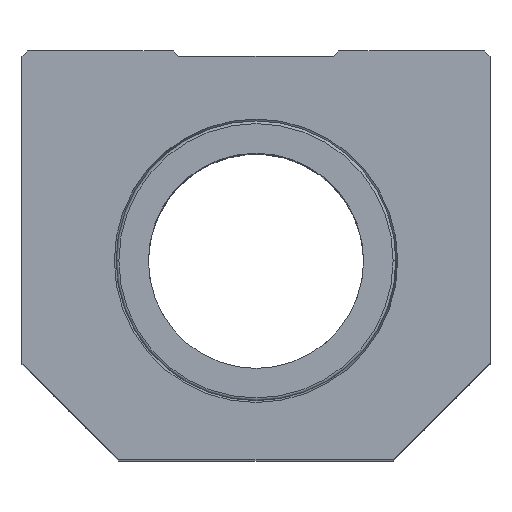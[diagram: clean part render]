
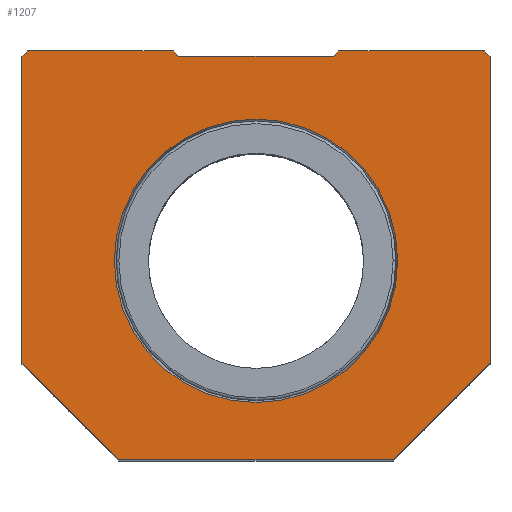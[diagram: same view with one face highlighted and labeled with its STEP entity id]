
A CAD part, top view. The second image highlights one B-rep face of the part: STEP entity #1207.
In plain terms, the highlighted planar face has unit normal (0, 0, 1).
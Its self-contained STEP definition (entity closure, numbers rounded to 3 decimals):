
#3 = CARTESIAN_POINT ( 'NONE',  ( -43.5, -19., 62.5 ) ) ;
#5 = DIRECTION ( 'NONE',  ( -1., 0., 0. ) ) ;
#13 = FACE_OUTER_BOUND ( 'NONE', #2118, .T. ) ;
#22 = CARTESIAN_POINT ( 'NONE',  ( -43.5, -19., 62.5 ) ) ;
#26 = ORIENTED_EDGE ( 'NONE', *, *, #810, .T. ) ;
#29 = DIRECTION ( 'NONE',  ( -1., 0., 0. ) ) ;
#34 = CARTESIAN_POINT ( 'NONE',  ( -14.4, 38., 62.5 ) ) ;
#35 = EDGE_CURVE ( 'NONE', #99, #1065, #122, .T. ) ;
#40 = ORIENTED_EDGE ( 'NONE', *, *, #311, .T. ) ;
#41 = DIRECTION ( 'NONE',  ( 0.707, -0.707, 0. ) ) ;
#70 = CIRCLE ( 'NONE', #396, 26.344 ) ;
#73 = CARTESIAN_POINT ( 'NONE',  ( 42.5, 39., 62.5 ) ) ;
#76 = ORIENTED_EDGE ( 'NONE', *, *, #991, .T. ) ;
#79 = DIRECTION ( 'NONE',  ( 0., -1., 0. ) ) ;
#87 = DIRECTION ( 'NONE',  ( -0.707, 0.707, 0. ) ) ;
#96 = CIRCLE ( 'NONE', #2048, 26.344 ) ;
#99 = VERTEX_POINT ( 'NONE', #947 ) ;
#107 = ORIENTED_EDGE ( 'NONE', *, *, #533, .T. ) ;
#109 = DIRECTION ( 'NONE',  ( -0.707, -0.707, 0. ) ) ;
#117 = CARTESIAN_POINT ( 'NONE',  ( -14.4, 38., 62.5 ) ) ;
#122 = LINE ( 'NONE', #931, #1856 ) ;
#149 = VERTEX_POINT ( 'NONE', #753 ) ;
#185 = LINE ( 'NONE', #701, #575 ) ;
#212 = VECTOR ( 'NONE', #41, 1000. ) ;
#216 = DIRECTION ( 'NONE',  ( -1., 0., 0. ) ) ;
#231 = LINE ( 'NONE', #1945, #279 ) ;
#237 = VERTEX_POINT ( 'NONE', #269 ) ;
#250 = LINE ( 'NONE', #441, #1150 ) ;
#265 = LINE ( 'NONE', #551, #212 ) ;
#269 = CARTESIAN_POINT ( 'NONE',  ( 43.5, 38., 62.5 ) ) ;
#278 = DIRECTION ( 'NONE',  ( -0.707, 0.707, 0. ) ) ;
#279 = VECTOR ( 'NONE', #953, 1000. ) ;
#295 = VERTEX_POINT ( 'NONE', #574 ) ;
#300 = EDGE_CURVE ( 'NONE', #364, #631, #1256, .T. ) ;
#311 = EDGE_CURVE ( 'NONE', #237, #1517, #2141, .T. ) ;
#320 = CARTESIAN_POINT ( 'NONE',  ( -26.344, 0., 62.5 ) ) ;
#321 = ORIENTED_EDGE ( 'NONE', *, *, #737, .T. ) ;
#337 = LINE ( 'NONE', #932, #2074 ) ;
#340 = VERTEX_POINT ( 'NONE', #2007 ) ;
#364 = VERTEX_POINT ( 'NONE', #2025 ) ;
#396 = AXIS2_PLACEMENT_3D ( 'NONE', #1017, #2179, #1190 ) ;
#436 = CARTESIAN_POINT ( 'NONE',  ( -15.4, 39., 62.5 ) ) ;
#441 = CARTESIAN_POINT ( 'NONE',  ( 43.5, 38., 62.5 ) ) ;
#460 = FACE_BOUND ( 'NONE', #2071, .T. ) ;
#491 = ORIENTED_EDGE ( 'NONE', *, *, #35, .T. ) ;
#495 = ORIENTED_EDGE ( 'NONE', *, *, #1370, .T. ) ;
#525 = DIRECTION ( 'NONE',  ( -0.707, -0.707, 0. ) ) ;
#533 = EDGE_CURVE ( 'NONE', #2150, #340, #185, .T. ) ;
#551 = CARTESIAN_POINT ( 'NONE',  ( -25.5, -37., 62.5 ) ) ;
#574 = CARTESIAN_POINT ( 'NONE',  ( -42.5, 39., 62.5 ) ) ;
#575 = VECTOR ( 'NONE', #525, 1000. ) ;
#580 = VERTEX_POINT ( 'NONE', #320 ) ;
#611 = CARTESIAN_POINT ( 'NONE',  ( 15.4, 39., 62.5 ) ) ;
#618 = VECTOR ( 'NONE', #109, 1000. ) ;
#631 = VERTEX_POINT ( 'NONE', #3 ) ;
#682 = CARTESIAN_POINT ( 'NONE',  ( 0., -62.5, 62.5 ) ) ;
#701 = CARTESIAN_POINT ( 'NONE',  ( 14.4, 38., 62.5 ) ) ;
#711 = VECTOR ( 'NONE', #29, 1000. ) ;
#737 = EDGE_CURVE ( 'NONE', #1926, #295, #1606, .T. ) ;
#745 = DIRECTION ( 'NONE',  ( 0., 0., -1. ) ) ;
#753 = CARTESIAN_POINT ( 'NONE',  ( 43.5, -19., 62.5 ) ) ;
#810 = EDGE_CURVE ( 'NONE', #631, #99, #265, .T. ) ;
#813 = VECTOR ( 'NONE', #79, 1000. ) ;
#833 = LINE ( 'NONE', #34, #988 ) ;
#908 = CARTESIAN_POINT ( 'NONE',  ( 26.344, 0., 62.5 ) ) ;
#919 = ORIENTED_EDGE ( 'NONE', *, *, #300, .T. ) ;
#921 = ORIENTED_EDGE ( 'NONE', *, *, #1170, .T. ) ;
#931 = CARTESIAN_POINT ( 'NONE',  ( 25.5, -37., 62.5 ) ) ;
#932 = CARTESIAN_POINT ( 'NONE',  ( 15.4, 39., 62.5 ) ) ;
#947 = CARTESIAN_POINT ( 'NONE',  ( -25.5, -37., 62.5 ) ) ;
#953 = DIRECTION ( 'NONE',  ( 0.707, 0.707, 0. ) ) ;
#988 = VECTOR ( 'NONE', #216, 1000. ) ;
#991 = EDGE_CURVE ( 'NONE', #1517, #2150, #337, .T. ) ;
#1017 = CARTESIAN_POINT ( 'NONE',  ( 0., 0., 62.5 ) ) ;
#1021 = DIRECTION ( 'NONE',  ( 1., 0., 0. ) ) ;
#1023 = DIRECTION ( 'NONE',  ( 0., 0., -1. ) ) ;
#1065 = VERTEX_POINT ( 'NONE', #1458 ) ;
#1091 = ORIENTED_EDGE ( 'NONE', *, *, #2165, .T. ) ;
#1150 = VECTOR ( 'NONE', #1625, 1000. ) ;
#1170 = EDGE_CURVE ( 'NONE', #1373, #580, #70, .T. ) ;
#1190 = DIRECTION ( 'NONE',  ( -1., 0., 0. ) ) ;
#1203 = VECTOR ( 'NONE', #278, 1000. ) ;
#1207 = ADVANCED_FACE ( 'NONE', ( #460, #13 ), #1349, .F. ) ;
#1250 = LINE ( 'NONE', #436, #1203 ) ;
#1256 = LINE ( 'NONE', #22, #813 ) ;
#1279 = AXIS2_PLACEMENT_3D ( 'NONE', #682, #1023, #5 ) ;
#1349 = PLANE ( 'NONE',  #1279 ) ;
#1370 = EDGE_CURVE ( 'NONE', #580, #1373, #96, .T. ) ;
#1373 = VERTEX_POINT ( 'NONE', #908 ) ;
#1417 = ORIENTED_EDGE ( 'NONE', *, *, #1578, .T. ) ;
#1458 = CARTESIAN_POINT ( 'NONE',  ( 25.5, -37., 62.5 ) ) ;
#1469 = ORIENTED_EDGE ( 'NONE', *, *, #2149, .T. ) ;
#1517 = VERTEX_POINT ( 'NONE', #1600 ) ;
#1578 = EDGE_CURVE ( 'NONE', #1065, #149, #231, .T. ) ;
#1598 = EDGE_CURVE ( 'NONE', #295, #364, #1949, .T. ) ;
#1600 = CARTESIAN_POINT ( 'NONE',  ( 42.5, 39., 62.5 ) ) ;
#1601 = ORIENTED_EDGE ( 'NONE', *, *, #1598, .T. ) ;
#1606 = LINE ( 'NONE', #2047, #711 ) ;
#1625 = DIRECTION ( 'NONE',  ( 0., 1., 0. ) ) ;
#1628 = VERTEX_POINT ( 'NONE', #117 ) ;
#1698 = VECTOR ( 'NONE', #87, 1000. ) ;
#1738 = CARTESIAN_POINT ( 'NONE',  ( 0., 0., 62.5 ) ) ;
#1832 = ORIENTED_EDGE ( 'NONE', *, *, #1909, .T. ) ;
#1856 = VECTOR ( 'NONE', #1021, 1000. ) ;
#1889 = CARTESIAN_POINT ( 'NONE',  ( -15.4, 39., 62.5 ) ) ;
#1902 = DIRECTION ( 'NONE',  ( -1., 0., 0. ) ) ;
#1909 = EDGE_CURVE ( 'NONE', #340, #1628, #833, .T. ) ;
#1926 = VERTEX_POINT ( 'NONE', #1889 ) ;
#1945 = CARTESIAN_POINT ( 'NONE',  ( 43.5, -19., 62.5 ) ) ;
#1949 = LINE ( 'NONE', #2117, #618 ) ;
#2007 = CARTESIAN_POINT ( 'NONE',  ( 14.4, 38., 62.5 ) ) ;
#2025 = CARTESIAN_POINT ( 'NONE',  ( -43.5, 38., 62.5 ) ) ;
#2047 = CARTESIAN_POINT ( 'NONE',  ( -42.5, 39., 62.5 ) ) ;
#2048 = AXIS2_PLACEMENT_3D ( 'NONE', #1738, #745, #1902 ) ;
#2071 = EDGE_LOOP ( 'NONE', ( #921, #495 ) ) ;
#2074 = VECTOR ( 'NONE', #2105, 1000. ) ;
#2105 = DIRECTION ( 'NONE',  ( -1., 0., 0. ) ) ;
#2117 = CARTESIAN_POINT ( 'NONE',  ( -43.5, 38., 62.5 ) ) ;
#2118 = EDGE_LOOP ( 'NONE', ( #1417, #1091, #40, #76, #107, #1832, #1469, #321, #1601, #919, #26, #491 ) ) ;
#2141 = LINE ( 'NONE', #73, #1698 ) ;
#2149 = EDGE_CURVE ( 'NONE', #1628, #1926, #1250, .T. ) ;
#2150 = VERTEX_POINT ( 'NONE', #611 ) ;
#2165 = EDGE_CURVE ( 'NONE', #149, #237, #250, .T. ) ;
#2179 = DIRECTION ( 'NONE',  ( 0., 0., -1. ) ) ;
